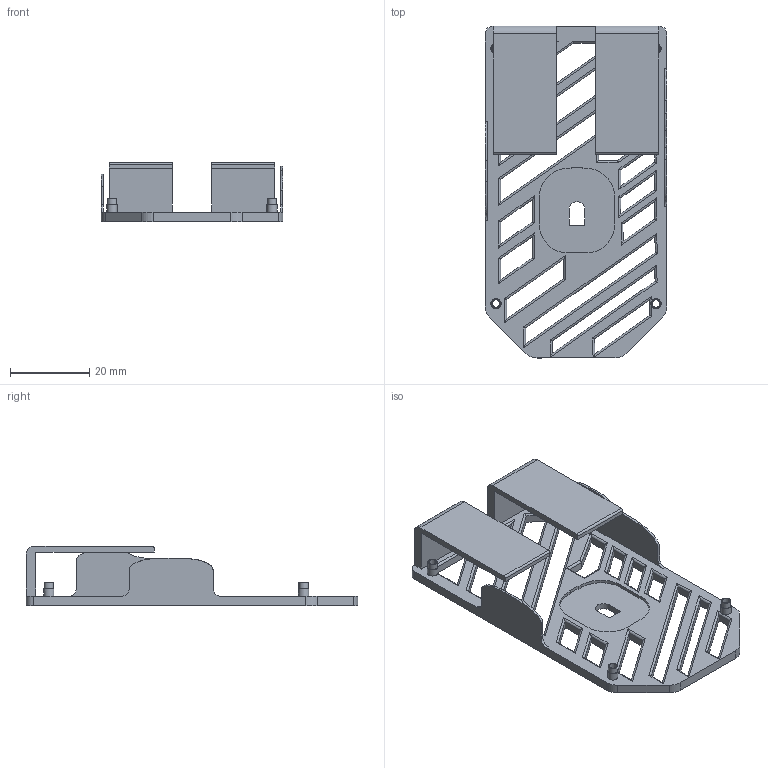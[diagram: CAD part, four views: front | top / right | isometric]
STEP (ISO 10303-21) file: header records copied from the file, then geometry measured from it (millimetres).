
FILE_DESCRIPTION(/* description */ (''),/* implementation_level */ '2;1');
FILE_NAME(/* name */ 'mouse_case.step',/* time_stamp */ '2025-11-27T19:12:20-06:00',/* author */ (''),/* organization */ (''),/* preprocessor_version */ 'ST-DEVELOPER v20.1',/* originating_system */ 'Autodesk Translation Framework v14.21.0.0',/* authorisation */ '');
FILE_SCHEMA (('AUTOMOTIVE_DESIGN { 1 0 10303 214 3 1 1 }'));
Length unit declared in the file: millimetre
Products named in the file (1): FusionComponent
Bounding box: 46.01 x 84 x 15 mm (x, y, z)
Volume: 8223.5 mm3; surface area: 11421.8 mm2
Topology: 1 solids, 1 shells, 204 faces, 527 edges, 331 vertices
Faces by surface type: plane 108, cylinder 92, bspline 4
Full cylindrical faces by diameter (mm): 1.9 x3, 1.903 x1, 2.288 x1, 2.325 x1, 2.336 x1, 2.6 x4
Entity records: 6453 total; most frequent: CARTESIAN_POINT 1325, ORIENTED_EDGE 1054, DIRECTION 1036, EDGE_CURVE 527, LINE 380, VECTOR 380, VERTEX_POINT 331, AXIS2_PLACEMENT_3D 328
